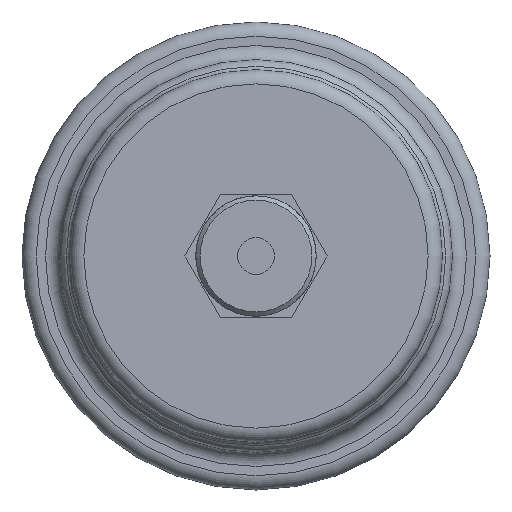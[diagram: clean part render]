
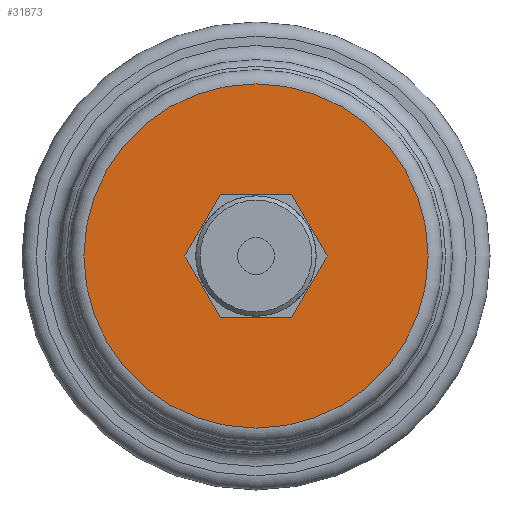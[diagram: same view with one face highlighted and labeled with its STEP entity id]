
A CAD part, front view. The second image highlights one B-rep face of the part: STEP entity #31873.
In plain terms, the highlighted planar face has unit normal (0, -1, 0).
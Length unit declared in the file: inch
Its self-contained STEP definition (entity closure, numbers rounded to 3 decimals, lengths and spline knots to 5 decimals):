
#795 = LINE ( 'NONE', #15729, #2564 ) ;
#2099 = CARTESIAN_POINT ( 'NONE',  ( 0., 0., 0. ) ) ;
#2557 = DIRECTION ( 'NONE',  ( 0.5, 0., 0.866 ) ) ;
#2564 = VECTOR ( 'NONE', #56339, 39.37008 ) ;
#3812 = ORIENTED_EDGE ( 'NONE', *, *, #10446, .F. ) ;
#3971 = CARTESIAN_POINT ( 'NONE',  ( 0.25014, 0., -0.43325 ) ) ;
#4834 = CARTESIAN_POINT ( 'NONE',  ( 1.31, 0., 0. ) ) ;
#6550 = CARTESIAN_POINT ( 'NONE',  ( -0.25014, 0., -0.43325 ) ) ;
#7083 = DIRECTION ( 'NONE',  ( 0., 0., -1. ) ) ;
#7162 = CARTESIAN_POINT ( 'NONE',  ( -0.25014, 0., -0.43325 ) ) ;
#7720 = DIRECTION ( 'NONE',  ( 0., -1., 0. ) ) ;
#7943 = VERTEX_POINT ( 'NONE', #3971 ) ;
#9595 = ORIENTED_EDGE ( 'NONE', *, *, #32492, .F. ) ;
#9617 = DIRECTION ( 'NONE',  ( 0.5, 0., -0.866 ) ) ;
#9809 = CARTESIAN_POINT ( 'NONE',  ( -0.25014, 0., 0.43325 ) ) ;
#10446 = EDGE_CURVE ( 'NONE', #43862, #22778, #795, .T. ) ;
#10931 = VERTEX_POINT ( 'NONE', #20253 ) ;
#11877 = VERTEX_POINT ( 'NONE', #48498 ) ;
#11991 = ORIENTED_EDGE ( 'NONE', *, *, #59860, .F. ) ;
#12099 = LINE ( 'NONE', #7162, #64641 ) ;
#12426 = LINE ( 'NONE', #27123, #56337 ) ;
#14317 = ORIENTED_EDGE ( 'NONE', *, *, #58406, .F. ) ;
#15729 = CARTESIAN_POINT ( 'NONE',  ( 0.25014, 0., 0.43325 ) ) ;
#16879 = AXIS2_PLACEMENT_3D ( 'NONE', #4834, #40758, #45395 ) ;
#19530 = VERTEX_POINT ( 'NONE', #6550 ) ;
#20253 = CARTESIAN_POINT ( 'NONE',  ( 0., 0., -1.21 ) ) ;
#21149 = LINE ( 'NONE', #41456, #64689 ) ;
#22778 = VERTEX_POINT ( 'NONE', #48921 ) ;
#24368 = EDGE_CURVE ( 'NONE', #22778, #40675, #55341, .T. ) ;
#25130 = PLANE ( 'NONE',  #16879 ) ;
#27123 = CARTESIAN_POINT ( 'NONE',  ( 0.50027, 0., 0. ) ) ;
#30298 = EDGE_LOOP ( 'NONE', ( #11991, #59835, #3812, #9595, #65396, #14317 ) ) ;
#31099 = FACE_OUTER_BOUND ( 'NONE', #34747, .T. ) ;
#31873 = ADVANCED_FACE ( 'NONE', ( #31099, #51358 ), #25130, .T. ) ;
#32492 = EDGE_CURVE ( 'NONE', #11877, #43862, #12426, .T. ) ;
#34747 = EDGE_LOOP ( 'NONE', ( #49070 ) ) ;
#38981 = VECTOR ( 'NONE', #2557, 39.37008 ) ;
#40675 = VERTEX_POINT ( 'NONE', #40899 ) ;
#40758 = DIRECTION ( 'NONE',  ( 0., -1., 0. ) ) ;
#40899 = CARTESIAN_POINT ( 'NONE',  ( -0.50027, 0., 0. ) ) ;
#41198 = EDGE_CURVE ( 'NONE', #7943, #11877, #48098, .T. ) ;
#41456 = CARTESIAN_POINT ( 'NONE',  ( -0.50027, 0., 0. ) ) ;
#43042 = DIRECTION ( 'NONE',  ( -0.5, 0., 0.866 ) ) ;
#43862 = VERTEX_POINT ( 'NONE', #65305 ) ;
#45378 = DIRECTION ( 'NONE',  ( -0.5, 0., -0.866 ) ) ;
#45395 = DIRECTION ( 'NONE',  ( 0., 0., -1. ) ) ;
#48098 = LINE ( 'NONE', #63101, #38981 ) ;
#48269 = CIRCLE ( 'NONE', #58943, 1.21 ) ;
#48498 = CARTESIAN_POINT ( 'NONE',  ( 0.50027, 0., 0. ) ) ;
#48921 = CARTESIAN_POINT ( 'NONE',  ( -0.25014, 0., 0.43325 ) ) ;
#49070 = ORIENTED_EDGE ( 'NONE', *, *, #55716, .T. ) ;
#50871 = VECTOR ( 'NONE', #45378, 39.37008 ) ;
#51358 = FACE_BOUND ( 'NONE', #30298, .T. ) ;
#53354 = DIRECTION ( 'NONE',  ( 1., 0., 0. ) ) ;
#55341 = LINE ( 'NONE', #9809, #50871 ) ;
#55716 = EDGE_CURVE ( 'NONE', #10931, #10931, #48269, .T. ) ;
#56337 = VECTOR ( 'NONE', #43042, 39.37008 ) ;
#56339 = DIRECTION ( 'NONE',  ( -1., 0., 0. ) ) ;
#58406 = EDGE_CURVE ( 'NONE', #19530, #7943, #12099, .T. ) ;
#58943 = AXIS2_PLACEMENT_3D ( 'NONE', #2099, #7720, #7083 ) ;
#59835 = ORIENTED_EDGE ( 'NONE', *, *, #24368, .F. ) ;
#59860 = EDGE_CURVE ( 'NONE', #40675, #19530, #21149, .T. ) ;
#63101 = CARTESIAN_POINT ( 'NONE',  ( 0.25014, 0., -0.43325 ) ) ;
#64641 = VECTOR ( 'NONE', #53354, 39.37008 ) ;
#64689 = VECTOR ( 'NONE', #9617, 39.37008 ) ;
#65305 = CARTESIAN_POINT ( 'NONE',  ( 0.25014, 0., 0.43325 ) ) ;
#65396 = ORIENTED_EDGE ( 'NONE', *, *, #41198, .F. ) ;
